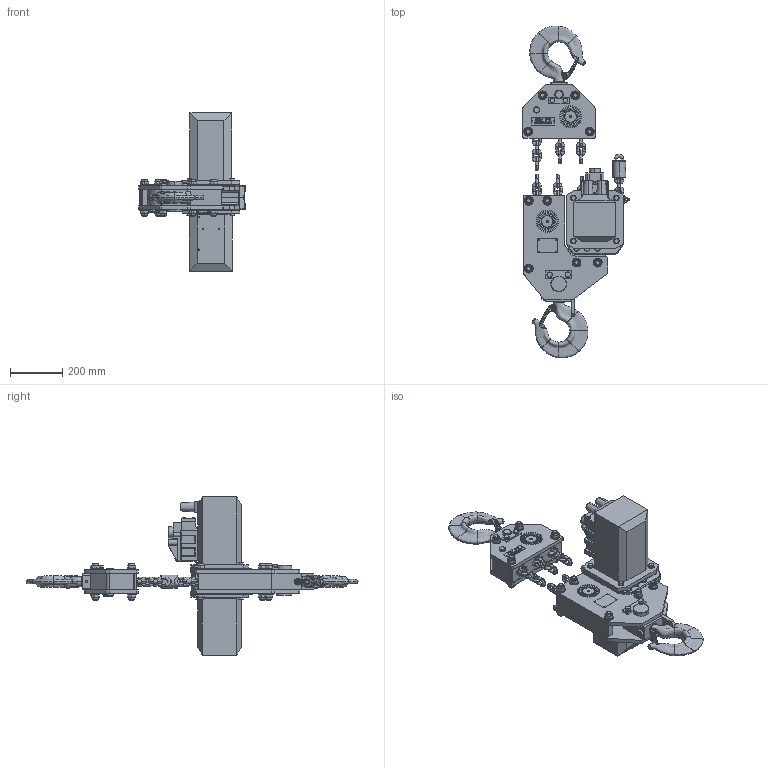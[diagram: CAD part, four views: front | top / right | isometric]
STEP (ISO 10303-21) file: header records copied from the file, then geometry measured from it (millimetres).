
FILE_DESCRIPTION (( 'STEP AP203' ), '1' );
FILE_NAME ('CPA 7,5t.STEP', '2011-08-03T13:21:33', ( 'Yale Industrial Products GmbH' ), ( 'Yale Industrial Products GmbH' ), 'SwSTEP 2.0', 'SolidWorks 2010', '' );
FILE_SCHEMA (( 'CONFIG_CONTROL_DESIGN' ));
Products named in the file (1): CPA 7,5t
Bounding box: 408.94 x 1272.13 x 607 mm (x, y, z)
Surface area: 1894004.3 mm2 (no closed solid volume)
Topology: 0 solids, 218 shells, 2233 faces, 7493 edges, 5246 vertices
Faces by surface type: plane 752, cylinder 669, torus 304, cone 281, bspline 221, sphere 6
Entity records: 120536 total; most frequent: CARTESIAN_POINT 59068, DIRECTION 12522, ORIENTED_EDGE 11726, EDGE_CURVE 7480, VERTEX_POINT 5245, AXIS2_PLACEMENT_3D 4864, CIRCLE 2851, VECTOR 2794
